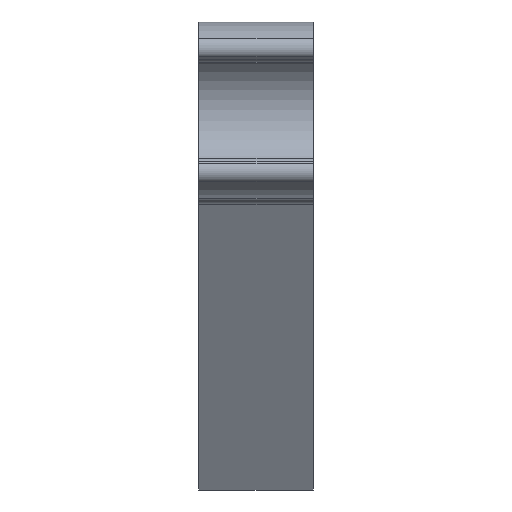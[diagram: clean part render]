
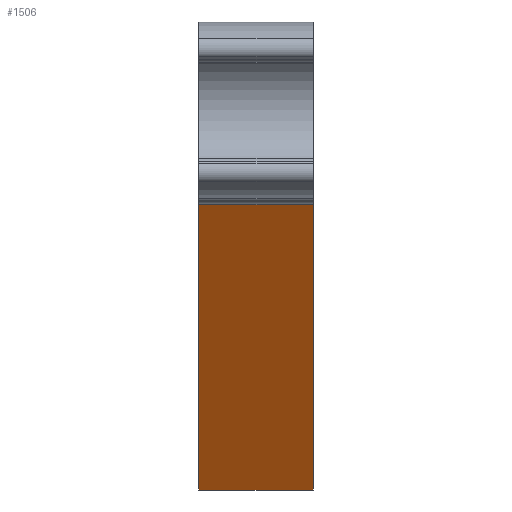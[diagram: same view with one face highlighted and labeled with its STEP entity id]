
A CAD part, left-side view. The second image highlights one B-rep face of the part: STEP entity #1506.
In plain terms, the highlighted planar face has unit normal (-0.866, 0, -0.5).
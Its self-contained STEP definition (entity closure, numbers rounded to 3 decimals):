
#63=DIRECTION('',(-0.5,0.,0.866));
#64=VECTOR('',#63,27.358);
#65=CARTESIAN_POINT('',(-15.,-4.75,-5.));
#66=LINE('',#65,#64);
#330=DIRECTION('',(-0.5,0.,0.866));
#331=VECTOR('',#330,27.358);
#332=CARTESIAN_POINT('',(-15.,4.75,-5.));
#333=LINE('',#332,#331);
#537=DIRECTION('',(0.,1.,0.));
#538=VECTOR('',#537,9.5);
#539=CARTESIAN_POINT('',(-28.679,-4.75,18.693));
#540=LINE('',#539,#538);
#541=DIRECTION('',(0.,1.,0.));
#542=VECTOR('',#541,9.5);
#543=CARTESIAN_POINT('',(-15.,-4.75,-5.));
#544=LINE('',#543,#542);
#694=CARTESIAN_POINT('',(-15.,-4.75,-5.));
#696=VERTEX_POINT('',#694);
#698=CARTESIAN_POINT('',(-15.,4.75,-5.));
#700=VERTEX_POINT('',#698);
#881=CARTESIAN_POINT('',(-28.679,-4.75,18.693));
#882=CARTESIAN_POINT('',(-28.679,4.75,18.693));
#883=VERTEX_POINT('',#881);
#884=VERTEX_POINT('',#882);
#1494=CARTESIAN_POINT('',(-15.,-4.75,-5.));
#1495=DIRECTION('',(-0.866,0.,-0.5));
#1496=DIRECTION('',(-0.5,0.,0.866));
#1497=AXIS2_PLACEMENT_3D('',#1494,#1495,#1496);
#1498=PLANE('',#1497);
#1500=ORIENTED_EDGE('',*,*,#1499,.F.);
#1501=ORIENTED_EDGE('',*,*,#916,.F.);
#1502=ORIENTED_EDGE('',*,*,#1477,.T.);
#1503=ORIENTED_EDGE('',*,*,#1111,.T.);
#1504=EDGE_LOOP('',(#1500,#1501,#1502,#1503));
#1505=FACE_OUTER_BOUND('',#1504,.F.);
#1506=ADVANCED_FACE('',(#1505),#1498,.T.);
#916=EDGE_CURVE('',#696,#883,#66,.T.);
#1111=EDGE_CURVE('',#700,#884,#333,.T.);
#1477=EDGE_CURVE('',#696,#700,#544,.T.);
#1499=EDGE_CURVE('',#883,#884,#540,.T.);
